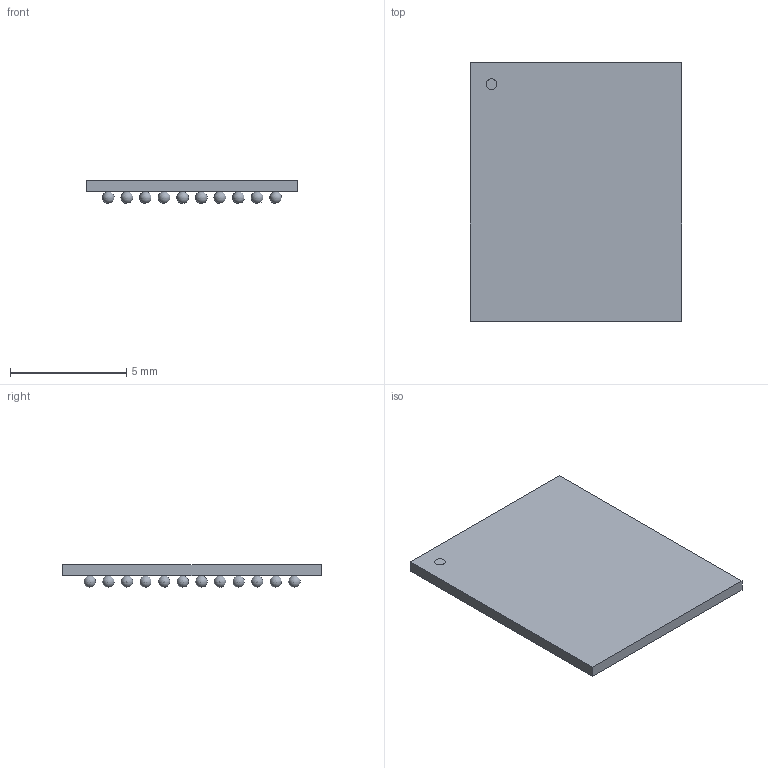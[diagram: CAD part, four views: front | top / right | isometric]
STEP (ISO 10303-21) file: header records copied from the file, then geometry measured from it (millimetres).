
FILE_DESCRIPTION(('STEP AP214'),'1');
FILE_NAME('VFBGA63_9X11_MAC','2025-10-16T02:11:53',(''),(''),'','','');
FILE_SCHEMA(('AUTOMOTIVE_DESIGN'));
Length unit declared in the file: millimetre
Products named in the file (1): product
Bounding box: 9.09 x 11.1 x 0.99 mm (x, y, z)
Volume: 53.2 mm3; surface area: 272.8 mm2
Topology: 65 solids, 65 shells, 72 faces, 204 edges, 136 vertices
Faces by surface type: sphere 63, plane 8, cylinder 1
Full cylindrical faces by diameter (mm): 0.455 x1
Entity records: 940 total; most frequent: DIRECTION 164, CARTESIAN_POINT 86, AXIS2_PLACEMENT_3D 76, STYLED_ITEM 72, ADVANCED_FACE 72, MANIFOLD_SOLID_BREP 65, CLOSED_SHELL 65, SPHERICAL_SURFACE 63
